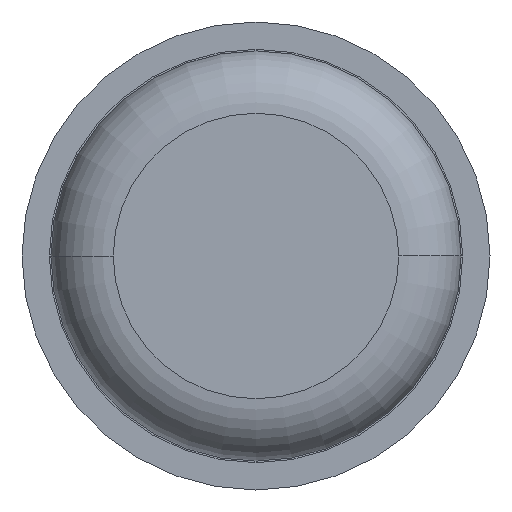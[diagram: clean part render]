
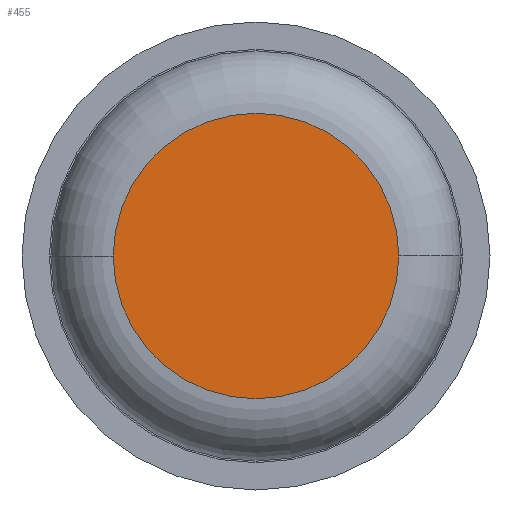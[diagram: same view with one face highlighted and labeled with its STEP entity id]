
A CAD part, front view. The second image highlights one B-rep face of the part: STEP entity #455.
In plain terms, the highlighted planar face has unit normal (0, -1, 0).
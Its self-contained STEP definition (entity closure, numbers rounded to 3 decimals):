
#140 = CARTESIAN_POINT ( 'NONE',  ( -0.915, 0., 0. ) ) ;
#262 = EDGE_LOOP ( 'NONE', ( #4443, #3961 ) ) ;
#290 = CARTESIAN_POINT ( 'NONE',  ( 0.915, 0., 0. ) ) ;
#318 = DIRECTION ( 'NONE',  ( 0., 1., 0. ) ) ;
#359 = DIRECTION ( 'NONE',  ( -1., 0., 0. ) ) ;
#455 = ADVANCED_FACE ( 'Defeature ausgef�hrt1_6', ( #905 ), #1442, .F. ) ;
#771 = DIRECTION ( 'NONE',  ( -1., 0., 0. ) ) ;
#836 = AXIS2_PLACEMENT_3D ( 'NONE', #4088, #3327, #4856 ) ;
#905 = FACE_OUTER_BOUND ( 'NONE', #262, .T. ) ;
#1062 = CIRCLE ( 'NONE', #2349, 0.915 ) ;
#1173 = VERTEX_POINT ( 'NONE', #290 ) ;
#1442 = PLANE ( 'NONE',  #3394 ) ;
#2349 = AXIS2_PLACEMENT_3D ( 'NONE', #3388, #4548, #359 ) ;
#2956 = CIRCLE ( 'NONE', #836, 0.915 ) ;
#3327 = DIRECTION ( 'NONE',  ( 0., -1., 0. ) ) ;
#3388 = CARTESIAN_POINT ( 'NONE',  ( 0., 0., 0. ) ) ;
#3394 = AXIS2_PLACEMENT_3D ( 'NONE', #4446, #318, #771 ) ;
#3961 = ORIENTED_EDGE ( 'NONE', *, *, #4350, .T. ) ;
#4020 = VERTEX_POINT ( 'NONE', #140 ) ;
#4088 = CARTESIAN_POINT ( 'NONE',  ( 0., 0., 0. ) ) ;
#4350 = EDGE_CURVE ( 'Defeature ausgef�hrt1_6+Defeature ausgef�hrt1_7+Defeature ausgef�hrt1_7+Defeature ausgef�hrt1_7', #1173, #4020, #1062, .T. ) ;
#4443 = ORIENTED_EDGE ( 'NONE', *, *, #4493, .T. ) ;
#4446 = CARTESIAN_POINT ( 'NONE',  ( 0., 0., 0. ) ) ;
#4493 = EDGE_CURVE ( 'Defeature ausgef�hrt1_6+Defeature ausgef�hrt1_7+Defeature ausgef�hrt1_7+Defeature ausgef�hrt1_7', #4020, #1173, #2956, .T. ) ;
#4548 = DIRECTION ( 'NONE',  ( 0., -1., 0. ) ) ;
#4856 = DIRECTION ( 'NONE',  ( -1., 0., 0. ) ) ;
